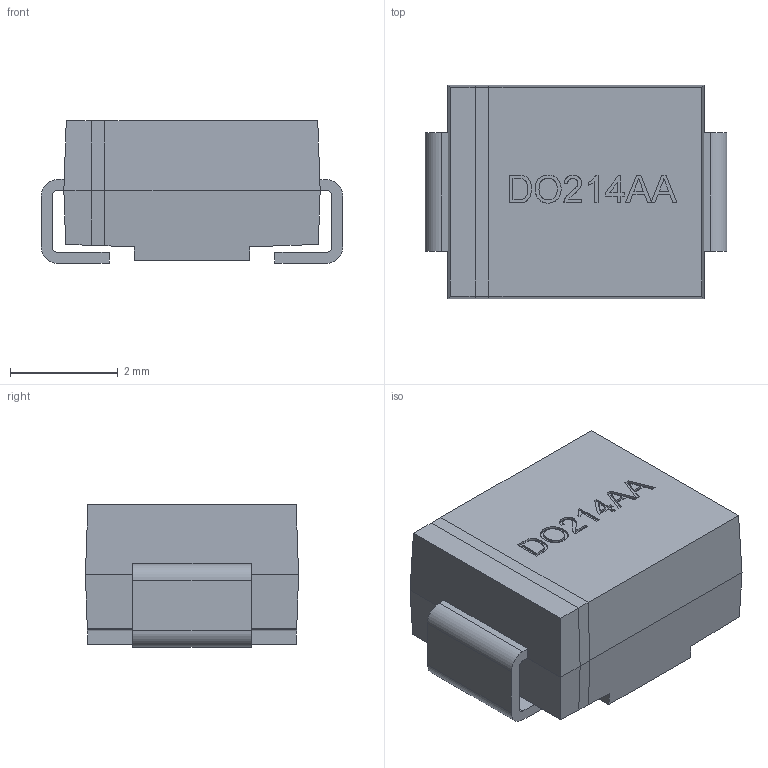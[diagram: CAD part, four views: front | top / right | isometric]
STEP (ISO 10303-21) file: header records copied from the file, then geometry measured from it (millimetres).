
FILE_DESCRIPTION(/* description */ (''),/* implementation_level */ '2;1');
FILE_NAME(/* name */ 'SMB.step',/* time_stamp */ '2023-03-28T21:23:26+11:00',/* author */ (''),/* organization */ (''),/* preprocessor_version */ 'ST-DEVELOPER v19.2',/* originating_system */ 'Autodesk Translation Framework v11.17.0.187',/* authorisation */ '');
FILE_SCHEMA (('AUTOMOTIVE_DESIGN { 1 0 10303 214 3 1 1 }'));
Length unit declared in the file: millimetre
Products named in the file (2): SMB; Document (5)
Assembly tree (1 placements, depth 2):
  SMB
    Document (5)
Bounding box: 5.59 x 3.95 x 2.64 mm (x, y, z)
Surface area: 105.1 mm2 (no closed solid volume)
Topology: 0 solids, 144 shells, 144 faces, 742 edges, 742 vertices
Faces by surface type: plane 105, bspline 31, cylinder 8
Entity records: 11682 total; most frequent: CARTESIAN_POINT 6010, DIRECTION 882, VERTEX_POINT 742, EDGE_CURVE 742, ORIENTED_EDGE 742, LINE 586, VECTOR 586, EDGE_LOOP 155
